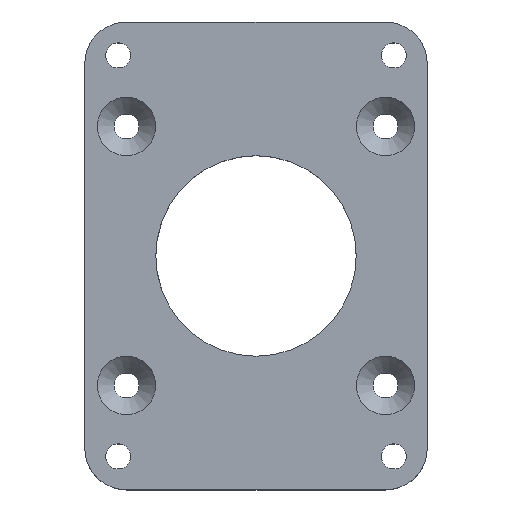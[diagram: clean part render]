
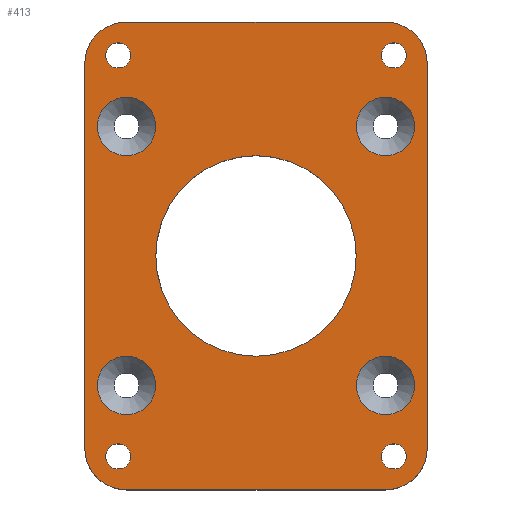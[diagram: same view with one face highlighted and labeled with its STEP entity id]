
A CAD part, top view. The second image highlights one B-rep face of the part: STEP entity #413.
In plain terms, the highlighted planar face has unit normal (0, 0, 1).
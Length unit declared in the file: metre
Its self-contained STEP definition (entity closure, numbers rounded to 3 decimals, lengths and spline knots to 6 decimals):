
#17=LINE('',#642,#33);
#21=LINE('',#651,#37);
#27=LINE('',#667,#43);
#29=LINE('',#703,#45);
#33=VECTOR('',#520,1.);
#37=VECTOR('',#526,1.);
#43=VECTOR('',#536,1.);
#45=VECTOR('',#564,1.);
#53=PLANE('',#469);
#91=ORIENTED_EDGE('',*,*,#187,.T.);
#92=ORIENTED_EDGE('',*,*,#188,.T.);
#93=ORIENTED_EDGE('',*,*,#189,.T.);
#94=ORIENTED_EDGE('',*,*,#190,.T.);
#95=ORIENTED_EDGE('',*,*,#170,.T.);
#96=ORIENTED_EDGE('',*,*,#191,.T.);
#97=ORIENTED_EDGE('',*,*,#181,.F.);
#98=ORIENTED_EDGE('',*,*,#192,.T.);
#99=ORIENTED_EDGE('',*,*,#159,.F.);
#100=ORIENTED_EDGE('',*,*,#193,.T.);
#101=ORIENTED_EDGE('',*,*,#163,.T.);
#102=ORIENTED_EDGE('',*,*,#194,.T.);
#103=ORIENTED_EDGE('',*,*,#179,.F.);
#104=ORIENTED_EDGE('',*,*,#177,.T.);
#105=ORIENTED_EDGE('',*,*,#175,.F.);
#106=ORIENTED_EDGE('',*,*,#172,.F.);
#107=ORIENTED_EDGE('',*,*,#185,.T.);
#159=EDGE_CURVE('',#207,#208,#17,.T.);
#163=EDGE_CURVE('',#211,#212,#21,.T.);
#170=EDGE_CURVE('',#219,#218,#27,.T.);
#172=EDGE_CURVE('',#220,#220,#248,.T.);
#175=EDGE_CURVE('',#223,#223,#250,.T.);
#177=EDGE_CURVE('',#225,#225,#252,.T.);
#179=EDGE_CURVE('',#227,#227,#254,.T.);
#181=EDGE_CURVE('',#229,#230,#29,.T.);
#185=EDGE_CURVE('',#233,#233,#256,.T.);
#187=EDGE_CURVE('',#235,#235,#258,.T.);
#188=EDGE_CURVE('',#236,#236,#259,.T.);
#189=EDGE_CURVE('',#237,#237,#260,.T.);
#190=EDGE_CURVE('',#238,#238,#261,.T.);
#191=EDGE_CURVE('',#218,#230,#262,.T.);
#192=EDGE_CURVE('',#229,#208,#263,.T.);
#193=EDGE_CURVE('',#207,#211,#264,.T.);
#194=EDGE_CURVE('',#212,#219,#265,.T.);
#207=VERTEX_POINT('',#643);
#208=VERTEX_POINT('',#644);
#211=VERTEX_POINT('',#652);
#212=VERTEX_POINT('',#653);
#218=VERTEX_POINT('',#666);
#219=VERTEX_POINT('',#668);
#220=VERTEX_POINT('',#672);
#223=VERTEX_POINT('',#689);
#225=VERTEX_POINT('',#694);
#227=VERTEX_POINT('',#699);
#229=VERTEX_POINT('',#704);
#230=VERTEX_POINT('',#705);
#233=VERTEX_POINT('',#713);
#235=VERTEX_POINT('',#718);
#236=VERTEX_POINT('',#720);
#237=VERTEX_POINT('',#722);
#238=VERTEX_POINT('',#724);
#248=CIRCLE('',#454,0.0015);
#250=CIRCLE('',#457,0.012);
#252=CIRCLE('',#460,0.0015);
#254=CIRCLE('',#463,0.0015);
#256=CIRCLE('',#467,0.0015);
#258=CIRCLE('',#470,0.0035);
#259=CIRCLE('',#471,0.0035);
#260=CIRCLE('',#472,0.0035);
#261=CIRCLE('',#473,0.0035);
#262=CIRCLE('',#474,0.005);
#263=CIRCLE('',#475,0.005);
#264=CIRCLE('',#476,0.005);
#265=CIRCLE('',#477,0.005);
#294=EDGE_LOOP('',(#91));
#295=EDGE_LOOP('',(#92));
#296=EDGE_LOOP('',(#93));
#297=EDGE_LOOP('',(#94));
#298=EDGE_LOOP('',(#95,#96,#97,#98,#99,#100,#101,#102));
#299=EDGE_LOOP('',(#103));
#300=EDGE_LOOP('',(#104));
#301=EDGE_LOOP('',(#105));
#302=EDGE_LOOP('',(#106));
#303=EDGE_LOOP('',(#107));
#352=FACE_BOUND('',#294,.T.);
#353=FACE_BOUND('',#295,.T.);
#354=FACE_BOUND('',#296,.T.);
#355=FACE_BOUND('',#297,.T.);
#356=FACE_BOUND('',#298,.T.);
#357=FACE_BOUND('',#299,.T.);
#358=FACE_BOUND('',#300,.T.);
#359=FACE_BOUND('',#301,.T.);
#360=FACE_BOUND('',#302,.T.);
#361=FACE_BOUND('',#303,.T.);
#413=ADVANCED_FACE('',(#352,#353,#354,#355,#356,#357,#358,#359,#360,#361),
#53,.T.);
#454=AXIS2_PLACEMENT_3D('',#671,#540,#541);
#457=AXIS2_PLACEMENT_3D('',#688,#546,#547);
#460=AXIS2_PLACEMENT_3D('',#693,#552,#553);
#463=AXIS2_PLACEMENT_3D('',#698,#558,#559);
#467=AXIS2_PLACEMENT_3D('',#712,#570,#571);
#469=AXIS2_PLACEMENT_3D('',#716,#574,#575);
#470=AXIS2_PLACEMENT_3D('',#717,#576,#577);
#471=AXIS2_PLACEMENT_3D('',#719,#578,#579);
#472=AXIS2_PLACEMENT_3D('',#721,#580,#581);
#473=AXIS2_PLACEMENT_3D('',#723,#582,#583);
#474=AXIS2_PLACEMENT_3D('',#725,#584,#585);
#475=AXIS2_PLACEMENT_3D('',#726,#586,#587);
#476=AXIS2_PLACEMENT_3D('',#727,#588,#589);
#477=AXIS2_PLACEMENT_3D('',#728,#590,#591);
#520=DIRECTION('',(0.,-1.,0.));
#526=DIRECTION('',(-1.,0.,0.));
#536=DIRECTION('',(0.,-1.,0.));
#540=DIRECTION('',(0.,0.,1.));
#541=DIRECTION('',(1.,0.,0.));
#546=DIRECTION('',(0.,0.,1.));
#547=DIRECTION('',(1.,0.,0.));
#552=DIRECTION('',(0.,0.,-1.));
#553=DIRECTION('',(1.,0.,0.));
#558=DIRECTION('',(0.,0.,1.));
#559=DIRECTION('',(1.,0.,0.));
#564=DIRECTION('',(-1.,0.,0.));
#570=DIRECTION('',(0.,0.,-1.));
#571=DIRECTION('',(1.,0.,0.));
#574=DIRECTION('',(0.,0.,1.));
#575=DIRECTION('',(1.,0.,0.));
#576=DIRECTION('',(0.,0.,-1.));
#577=DIRECTION('',(-1.,0.,0.));
#578=DIRECTION('',(0.,0.,-1.));
#579=DIRECTION('',(-1.,0.,0.));
#580=DIRECTION('',(0.,0.,-1.));
#581=DIRECTION('',(-1.,0.,0.));
#582=DIRECTION('',(0.,0.,-1.));
#583=DIRECTION('',(-1.,0.,0.));
#584=DIRECTION('',(0.,0.,1.));
#585=DIRECTION('',(1.,0.,0.));
#586=DIRECTION('',(0.,0.,1.));
#587=DIRECTION('',(1.,0.,0.));
#588=DIRECTION('',(0.,0.,1.));
#589=DIRECTION('',(1.,0.,0.));
#590=DIRECTION('',(0.,0.,1.));
#591=DIRECTION('',(1.,0.,0.));
#642=CARTESIAN_POINT('',(0.0205,0.,0.01));
#643=CARTESIAN_POINT('',(0.0205,0.023,0.01));
#644=CARTESIAN_POINT('',(0.0205,-0.023,0.01));
#651=CARTESIAN_POINT('',(0.,0.028,0.01));
#652=CARTESIAN_POINT('',(0.0155,0.028,0.01));
#653=CARTESIAN_POINT('',(-0.0155,0.028,0.01));
#666=CARTESIAN_POINT('',(-0.0205,-0.023,0.01));
#667=CARTESIAN_POINT('',(-0.0205,0.,0.01));
#668=CARTESIAN_POINT('',(-0.0205,0.023,0.01));
#671=CARTESIAN_POINT('',(0.0165,-0.024,0.01));
#672=CARTESIAN_POINT('',(0.018,-0.024,0.01));
#688=CARTESIAN_POINT('',(0.,0.,0.01));
#689=CARTESIAN_POINT('',(0.012,0.,0.01));
#693=CARTESIAN_POINT('',(-0.0165,-0.024,0.01));
#694=CARTESIAN_POINT('',(-0.015,-0.024,0.01));
#698=CARTESIAN_POINT('',(-0.0165,0.024,0.01));
#699=CARTESIAN_POINT('',(-0.015,0.024,0.01));
#703=CARTESIAN_POINT('',(0.,-0.028,0.01));
#704=CARTESIAN_POINT('',(0.0155,-0.028,0.01));
#705=CARTESIAN_POINT('',(-0.0155,-0.028,0.01));
#712=CARTESIAN_POINT('',(0.0165,0.024,0.01));
#713=CARTESIAN_POINT('',(0.018,0.024,0.01));
#716=CARTESIAN_POINT('',(0.,0.,0.01));
#717=CARTESIAN_POINT('',(0.0155,-0.0155,0.01));
#718=CARTESIAN_POINT('',(0.012,-0.0155,0.01));
#719=CARTESIAN_POINT('',(0.0155,0.0155,0.01));
#720=CARTESIAN_POINT('',(0.012,0.0155,0.01));
#721=CARTESIAN_POINT('',(-0.0155,0.0155,0.01));
#722=CARTESIAN_POINT('',(-0.019,0.0155,0.01));
#723=CARTESIAN_POINT('',(-0.0155,-0.0155,0.01));
#724=CARTESIAN_POINT('',(-0.019,-0.0155,0.01));
#725=CARTESIAN_POINT('',(-0.0155,-0.023,0.01));
#726=CARTESIAN_POINT('',(0.0155,-0.023,0.01));
#727=CARTESIAN_POINT('',(0.0155,0.023,0.01));
#728=CARTESIAN_POINT('',(-0.0155,0.023,0.01));
